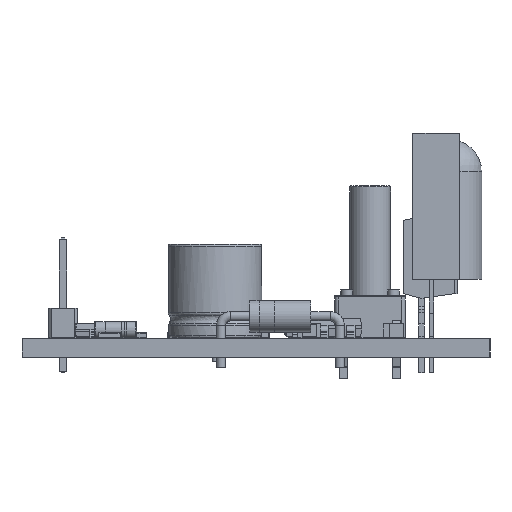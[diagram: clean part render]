
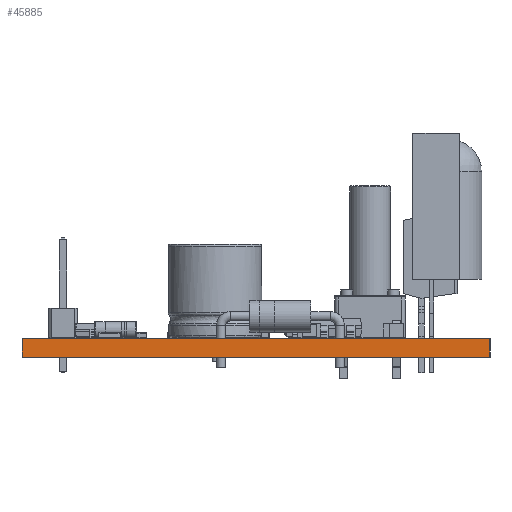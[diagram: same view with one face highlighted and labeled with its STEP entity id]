
A CAD part, left-side view. The second image highlights one B-rep face of the part: STEP entity #45885.
In plain terms, the highlighted planar face has unit normal (-1, 0, 0).
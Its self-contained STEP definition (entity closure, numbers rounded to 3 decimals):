
#45704 = PLANE('',#45705);
#45705 = AXIS2_PLACEMENT_3D('',#45706,#45707,#45708);
#45706 = CARTESIAN_POINT('',(50.,-20.,0.));
#45707 = DIRECTION('',(0.,-1.,0.));
#45708 = DIRECTION('',(-1.,0.,0.));
#45729 = VERTEX_POINT('',#45730);
#45730 = CARTESIAN_POINT('',(-50.,-20.,1.6));
#45744 = PLANE('',#45745);
#45745 = AXIS2_PLACEMENT_3D('',#45746,#45747,#45748);
#45746 = CARTESIAN_POINT('',(0.,0.,1.6));
#45747 = DIRECTION('',(-0.,-0.,-1.));
#45748 = DIRECTION('',(-1.,0.,0.));
#45756 = EDGE_CURVE('',#45757,#45729,#45759,.T.);
#45757 = VERTEX_POINT('',#45758);
#45758 = CARTESIAN_POINT('',(-50.,-20.,0.));
#45759 = SURFACE_CURVE('',#45760,(#45764,#45771),.PCURVE_S1.);
#45760 = LINE('',#45761,#45762);
#45761 = CARTESIAN_POINT('',(-50.,-20.,0.));
#45762 = VECTOR('',#45763,1.);
#45763 = DIRECTION('',(0.,0.,1.));
#45764 = PCURVE('',#45704,#45765);
#45765 = DEFINITIONAL_REPRESENTATION('',(#45766),#45770);
#45766 = LINE('',#45767,#45768);
#45767 = CARTESIAN_POINT('',(100.,0.));
#45768 = VECTOR('',#45769,1.);
#45769 = DIRECTION('',(0.,-1.));
#45770 = ( GEOMETRIC_REPRESENTATION_CONTEXT(2) 
PARAMETRIC_REPRESENTATION_CONTEXT() REPRESENTATION_CONTEXT('2D SPACE',''
  ) );
#45771 = PCURVE('',#45772,#45777);
#45772 = PLANE('',#45773);
#45773 = AXIS2_PLACEMENT_3D('',#45774,#45775,#45776);
#45774 = CARTESIAN_POINT('',(-50.,-20.,0.));
#45775 = DIRECTION('',(-1.,0.,0.));
#45776 = DIRECTION('',(0.,1.,0.));
#45777 = DEFINITIONAL_REPRESENTATION('',(#45778),#45782);
#45778 = LINE('',#45779,#45780);
#45779 = CARTESIAN_POINT('',(0.,0.));
#45780 = VECTOR('',#45781,1.);
#45781 = DIRECTION('',(0.,-1.));
#45782 = ( GEOMETRIC_REPRESENTATION_CONTEXT(2) 
PARAMETRIC_REPRESENTATION_CONTEXT() REPRESENTATION_CONTEXT('2D SPACE',''
  ) );
#45798 = PLANE('',#45799);
#45799 = AXIS2_PLACEMENT_3D('',#45800,#45801,#45802);
#45800 = CARTESIAN_POINT('',(0.,0.,0.));
#45801 = DIRECTION('',(-0.,-0.,-1.));
#45802 = DIRECTION('',(-1.,0.,0.));
#45831 = PLANE('',#45832);
#45832 = AXIS2_PLACEMENT_3D('',#45833,#45834,#45835);
#45833 = CARTESIAN_POINT('',(-50.,20.,0.));
#45834 = DIRECTION('',(0.,1.,0.));
#45835 = DIRECTION('',(1.,0.,0.));
#45885 = ADVANCED_FACE('',(#45886),#45772,.T.);
#45886 = FACE_BOUND('',#45887,.T.);
#45887 = EDGE_LOOP('',(#45888,#45889,#45912,#45935));
#45888 = ORIENTED_EDGE('',*,*,#45756,.T.);
#45889 = ORIENTED_EDGE('',*,*,#45890,.T.);
#45890 = EDGE_CURVE('',#45729,#45891,#45893,.T.);
#45891 = VERTEX_POINT('',#45892);
#45892 = CARTESIAN_POINT('',(-50.,20.,1.6));
#45893 = SURFACE_CURVE('',#45894,(#45898,#45905),.PCURVE_S1.);
#45894 = LINE('',#45895,#45896);
#45895 = CARTESIAN_POINT('',(-50.,-20.,1.6));
#45896 = VECTOR('',#45897,1.);
#45897 = DIRECTION('',(0.,1.,0.));
#45898 = PCURVE('',#45772,#45899);
#45899 = DEFINITIONAL_REPRESENTATION('',(#45900),#45904);
#45900 = LINE('',#45901,#45902);
#45901 = CARTESIAN_POINT('',(0.,-1.6));
#45902 = VECTOR('',#45903,1.);
#45903 = DIRECTION('',(1.,0.));
#45904 = ( GEOMETRIC_REPRESENTATION_CONTEXT(2) 
PARAMETRIC_REPRESENTATION_CONTEXT() REPRESENTATION_CONTEXT('2D SPACE',''
  ) );
#45905 = PCURVE('',#45744,#45906);
#45906 = DEFINITIONAL_REPRESENTATION('',(#45907),#45911);
#45907 = LINE('',#45908,#45909);
#45908 = CARTESIAN_POINT('',(50.,-20.));
#45909 = VECTOR('',#45910,1.);
#45910 = DIRECTION('',(0.,1.));
#45911 = ( GEOMETRIC_REPRESENTATION_CONTEXT(2) 
PARAMETRIC_REPRESENTATION_CONTEXT() REPRESENTATION_CONTEXT('2D SPACE',''
  ) );
#45912 = ORIENTED_EDGE('',*,*,#45913,.F.);
#45913 = EDGE_CURVE('',#45914,#45891,#45916,.T.);
#45914 = VERTEX_POINT('',#45915);
#45915 = CARTESIAN_POINT('',(-50.,20.,0.));
#45916 = SURFACE_CURVE('',#45917,(#45921,#45928),.PCURVE_S1.);
#45917 = LINE('',#45918,#45919);
#45918 = CARTESIAN_POINT('',(-50.,20.,0.));
#45919 = VECTOR('',#45920,1.);
#45920 = DIRECTION('',(0.,0.,1.));
#45921 = PCURVE('',#45772,#45922);
#45922 = DEFINITIONAL_REPRESENTATION('',(#45923),#45927);
#45923 = LINE('',#45924,#45925);
#45924 = CARTESIAN_POINT('',(40.,0.));
#45925 = VECTOR('',#45926,1.);
#45926 = DIRECTION('',(0.,-1.));
#45927 = ( GEOMETRIC_REPRESENTATION_CONTEXT(2) 
PARAMETRIC_REPRESENTATION_CONTEXT() REPRESENTATION_CONTEXT('2D SPACE',''
  ) );
#45928 = PCURVE('',#45831,#45929);
#45929 = DEFINITIONAL_REPRESENTATION('',(#45930),#45934);
#45930 = LINE('',#45931,#45932);
#45931 = CARTESIAN_POINT('',(0.,0.));
#45932 = VECTOR('',#45933,1.);
#45933 = DIRECTION('',(0.,-1.));
#45934 = ( GEOMETRIC_REPRESENTATION_CONTEXT(2) 
PARAMETRIC_REPRESENTATION_CONTEXT() REPRESENTATION_CONTEXT('2D SPACE',''
  ) );
#45935 = ORIENTED_EDGE('',*,*,#45936,.F.);
#45936 = EDGE_CURVE('',#45757,#45914,#45937,.T.);
#45937 = SURFACE_CURVE('',#45938,(#45942,#45949),.PCURVE_S1.);
#45938 = LINE('',#45939,#45940);
#45939 = CARTESIAN_POINT('',(-50.,-20.,0.));
#45940 = VECTOR('',#45941,1.);
#45941 = DIRECTION('',(0.,1.,0.));
#45942 = PCURVE('',#45772,#45943);
#45943 = DEFINITIONAL_REPRESENTATION('',(#45944),#45948);
#45944 = LINE('',#45945,#45946);
#45945 = CARTESIAN_POINT('',(0.,0.));
#45946 = VECTOR('',#45947,1.);
#45947 = DIRECTION('',(1.,0.));
#45948 = ( GEOMETRIC_REPRESENTATION_CONTEXT(2) 
PARAMETRIC_REPRESENTATION_CONTEXT() REPRESENTATION_CONTEXT('2D SPACE',''
  ) );
#45949 = PCURVE('',#45798,#45950);
#45950 = DEFINITIONAL_REPRESENTATION('',(#45951),#45955);
#45951 = LINE('',#45952,#45953);
#45952 = CARTESIAN_POINT('',(50.,-20.));
#45953 = VECTOR('',#45954,1.);
#45954 = DIRECTION('',(0.,1.));
#45955 = ( GEOMETRIC_REPRESENTATION_CONTEXT(2) 
PARAMETRIC_REPRESENTATION_CONTEXT() REPRESENTATION_CONTEXT('2D SPACE',''
  ) );
